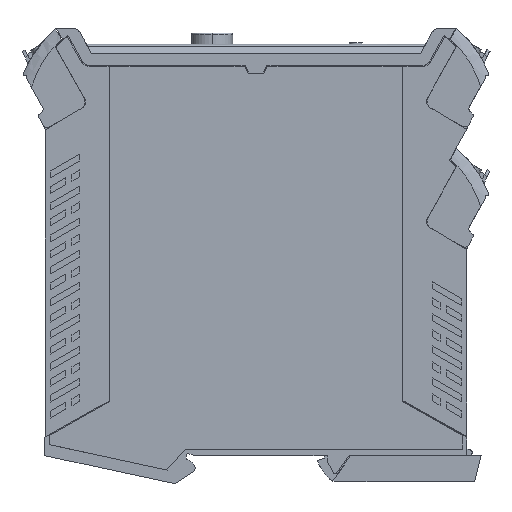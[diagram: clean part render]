
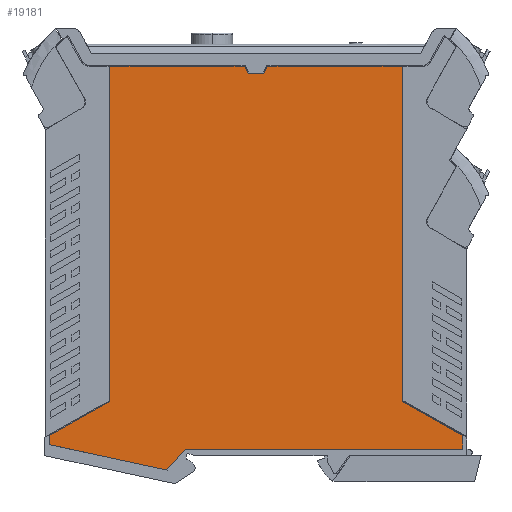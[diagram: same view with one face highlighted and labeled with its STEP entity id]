
A CAD part, left-side view. The second image highlights one B-rep face of the part: STEP entity #19181.
In plain terms, the highlighted planar face has unit normal (-1, 0, 0).
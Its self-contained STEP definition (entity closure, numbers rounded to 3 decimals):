
#18135=AXIS2_PLACEMENT_3D('Plane Axis2P3D',#18132,#18133,#18134) ;
#15001=CARTESIAN_POINT('Vertex',(0.,95.205,20.647)) ;
#15006=CARTESIAN_POINT('Line Origine',(0.,95.205,62.623)) ;
#15010=CARTESIAN_POINT('Vertex',(0.,95.205,104.6)) ;
#15044=CARTESIAN_POINT('Vertex',(0.,110.437,12.116)) ;
#15047=CARTESIAN_POINT('Line Origine',(0.,102.821,16.381)) ;
#15064=CARTESIAN_POINT('Vertex',(0.,110.437,9.847)) ;
#15069=CARTESIAN_POINT('Line Origine',(0.,110.437,10.982)) ;
#15090=CARTESIAN_POINT('Vertex',(0.,80.884,3.489)) ;
#15104=CARTESIAN_POINT('Vertex',(0.,76.332,8.7)) ;
#15108=CARTESIAN_POINT('Control Point',(0.,80.884,3.489)) ;
#15109=CARTESIAN_POINT('Control Point',(0.,76.332,8.7)) ;
#15130=CARTESIAN_POINT('Vertex',(0.,6.773,8.7)) ;
#15133=CARTESIAN_POINT('Line Origine',(0.,41.552,8.7)) ;
#15157=CARTESIAN_POINT('Vertex',(0.,6.773,12.116)) ;
#15160=CARTESIAN_POINT('Line Origine',(0.,6.773,10.408)) ;
#15184=CARTESIAN_POINT('Vertex',(0.,22.005,20.647)) ;
#15187=CARTESIAN_POINT('Line Origine',(0.,14.389,16.381)) ;
#15211=CARTESIAN_POINT('Vertex',(0.,22.005,104.6)) ;
#15214=CARTESIAN_POINT('Line Origine',(0.,22.005,62.623)) ;
#15238=CARTESIAN_POINT('Vertex',(0.,55.774,104.6)) ;
#15241=CARTESIAN_POINT('Line Origine',(0.,54.024,104.6)) ;
#15245=CARTESIAN_POINT('Vertex',(0.,52.274,104.6)) ;
#15248=CARTESIAN_POINT('Line Origine',(0.,37.14,104.6)) ;
#15271=CARTESIAN_POINT('Vertex',(0.,56.66,102.7)) ;
#15276=CARTESIAN_POINT('Line Origine',(0.,56.217,103.65)) ;
#15305=CARTESIAN_POINT('Vertex',(0.,60.55,102.7)) ;
#15308=CARTESIAN_POINT('Line Origine',(0.,58.605,102.7)) ;
#15337=CARTESIAN_POINT('Vertex',(0.,61.436,104.6)) ;
#15340=CARTESIAN_POINT('Line Origine',(0.,60.993,103.65)) ;
#18132=CARTESIAN_POINT('Axis2P3D Location',(0.,5.843,8.611)) ;
#19144=CARTESIAN_POINT('Line Origine',(0.,63.186,104.6)) ;
#19148=CARTESIAN_POINT('Vertex',(0.,64.936,104.6)) ;
#19152=CARTESIAN_POINT('Control Point',(0.,64.936,104.6)) ;
#19153=CARTESIAN_POINT('Control Point',(0.,75.026,104.6)) ;
#19154=CARTESIAN_POINT('Control Point',(0.,85.115,104.6)) ;
#19155=CARTESIAN_POINT('Control Point',(0.,95.205,104.6)) ;
#19158=CARTESIAN_POINT('Control Point',(0.,110.437,9.847)) ;
#19159=CARTESIAN_POINT('Control Point',(0.,100.586,7.728)) ;
#19160=CARTESIAN_POINT('Control Point',(0.,90.735,5.609)) ;
#19161=CARTESIAN_POINT('Control Point',(0.,80.884,3.489)) ;
#15007=DIRECTION('Vector Direction',(0.,0.,-1.)) ;
#15048=DIRECTION('Vector Direction',(0.,0.872,-0.489)) ;
#15070=DIRECTION('Vector Direction',(0.,0.,-1.)) ;
#15134=DIRECTION('Vector Direction',(0.,1.,0.)) ;
#15161=DIRECTION('Vector Direction',(0.,0.,1.)) ;
#15188=DIRECTION('Vector Direction',(0.,0.872,0.489)) ;
#15215=DIRECTION('Vector Direction',(0.,0.,1.)) ;
#15242=DIRECTION('Vector Direction',(0.,1.,0.)) ;
#15249=DIRECTION('Vector Direction',(0.,1.,0.)) ;
#15277=DIRECTION('Vector Direction',(0.,-0.423,0.906)) ;
#15309=DIRECTION('Vector Direction',(0.,1.,0.)) ;
#15341=DIRECTION('Vector Direction',(0.,0.423,0.906)) ;
#18133=DIRECTION('Axis2P3D Direction',(-1.,0.,0.)) ;
#18134=DIRECTION('Axis2P3D XDirection',(0.,-1.,0.)) ;
#19145=DIRECTION('Vector Direction',(0.,1.,0.)) ;
#15008=VECTOR('Line Direction',#15007,1.) ;
#15049=VECTOR('Line Direction',#15048,1.) ;
#15071=VECTOR('Line Direction',#15070,1.) ;
#15135=VECTOR('Line Direction',#15134,1.) ;
#15162=VECTOR('Line Direction',#15161,1.) ;
#15189=VECTOR('Line Direction',#15188,1.) ;
#15216=VECTOR('Line Direction',#15215,1.) ;
#15243=VECTOR('Line Direction',#15242,1.) ;
#15250=VECTOR('Line Direction',#15249,1.) ;
#15278=VECTOR('Line Direction',#15277,1.) ;
#15310=VECTOR('Line Direction',#15309,1.) ;
#15342=VECTOR('Line Direction',#15341,1.) ;
#19146=VECTOR('Line Direction',#19145,1.) ;
#19164=ORIENTED_EDGE('',*,*,#15110,.F.) ;
#19165=ORIENTED_EDGE('',*,*,#15137,.T.) ;
#19166=ORIENTED_EDGE('',*,*,#15164,.T.) ;
#19167=ORIENTED_EDGE('',*,*,#15191,.T.) ;
#19168=ORIENTED_EDGE('',*,*,#15218,.T.) ;
#19169=ORIENTED_EDGE('',*,*,#15252,.T.) ;
#19170=ORIENTED_EDGE('',*,*,#15247,.T.) ;
#19171=ORIENTED_EDGE('',*,*,#15280,.T.) ;
#19172=ORIENTED_EDGE('',*,*,#15312,.T.) ;
#19173=ORIENTED_EDGE('',*,*,#15344,.T.) ;
#19174=ORIENTED_EDGE('',*,*,#19150,.T.) ;
#19175=ORIENTED_EDGE('',*,*,#19156,.T.) ;
#19176=ORIENTED_EDGE('',*,*,#15012,.T.) ;
#19177=ORIENTED_EDGE('',*,*,#15051,.T.) ;
#19178=ORIENTED_EDGE('',*,*,#15073,.T.) ;
#19179=ORIENTED_EDGE('',*,*,#19162,.T.) ;
#19181=ADVANCED_FACE('RELAIS',(#19180),#18136,.T.) ;
#15107=B_SPLINE_CURVE_WITH_KNOTS('',1,(#15108,#15109),.UNSPECIFIED.,.F.,.U.,(2,2),(0.,6.92),.UNSPECIFIED.) ;
#19151=B_SPLINE_CURVE_WITH_KNOTS('',3,(#19152,#19153,#19154,#19155),.UNSPECIFIED.,.F.,.U.,(4,4),(0.,30.269),.UNSPECIFIED.) ;
#19157=B_SPLINE_CURVE_WITH_KNOTS('',3,(#19158,#19159,#19160,#19161),.UNSPECIFIED.,.F.,.U.,(4,4),(0.,30.229),.UNSPECIFIED.) ;
#15012=EDGE_CURVE('',#15011,#15002,#15009,.T.) ;
#15051=EDGE_CURVE('',#15002,#15045,#15050,.T.) ;
#15073=EDGE_CURVE('',#15045,#15065,#15072,.T.) ;
#15110=EDGE_CURVE('',#15105,#15091,#15107,.F.) ;
#15137=EDGE_CURVE('',#15105,#15131,#15136,.F.) ;
#15164=EDGE_CURVE('',#15131,#15158,#15163,.T.) ;
#15191=EDGE_CURVE('',#15158,#15185,#15190,.T.) ;
#15218=EDGE_CURVE('',#15185,#15212,#15217,.T.) ;
#15247=EDGE_CURVE('',#15246,#15239,#15244,.T.) ;
#15252=EDGE_CURVE('',#15212,#15246,#15251,.T.) ;
#15280=EDGE_CURVE('',#15239,#15272,#15279,.F.) ;
#15312=EDGE_CURVE('',#15272,#15306,#15311,.T.) ;
#15344=EDGE_CURVE('',#15306,#15338,#15343,.T.) ;
#19150=EDGE_CURVE('',#15338,#19149,#19147,.T.) ;
#19156=EDGE_CURVE('',#19149,#15011,#19151,.T.) ;
#19162=EDGE_CURVE('',#15065,#15091,#19157,.T.) ;
#19163=EDGE_LOOP('',(#19164,#19165,#19166,#19167,#19168,#19169,#19170,#19171,#19172,#19173,#19174,#19175,#19176,#19177,#19178,#19179)) ;
#19180=FACE_OUTER_BOUND('',#19163,.T.) ;
#15009=LINE('Line',#15006,#15008) ;
#15050=LINE('Line',#15047,#15049) ;
#15072=LINE('Line',#15069,#15071) ;
#15136=LINE('Line',#15133,#15135) ;
#15163=LINE('Line',#15160,#15162) ;
#15190=LINE('Line',#15187,#15189) ;
#15217=LINE('Line',#15214,#15216) ;
#15244=LINE('Line',#15241,#15243) ;
#15251=LINE('Line',#15248,#15250) ;
#15279=LINE('Line',#15276,#15278) ;
#15311=LINE('Line',#15308,#15310) ;
#15343=LINE('Line',#15340,#15342) ;
#19147=LINE('Line',#19144,#19146) ;
#18136=PLANE('',#18135) ;
#15002=VERTEX_POINT('',#15001) ;
#15011=VERTEX_POINT('',#15010) ;
#15045=VERTEX_POINT('',#15044) ;
#15065=VERTEX_POINT('',#15064) ;
#15091=VERTEX_POINT('',#15090) ;
#15105=VERTEX_POINT('',#15104) ;
#15131=VERTEX_POINT('',#15130) ;
#15158=VERTEX_POINT('',#15157) ;
#15185=VERTEX_POINT('',#15184) ;
#15212=VERTEX_POINT('',#15211) ;
#15239=VERTEX_POINT('',#15238) ;
#15246=VERTEX_POINT('',#15245) ;
#15272=VERTEX_POINT('',#15271) ;
#15306=VERTEX_POINT('',#15305) ;
#15338=VERTEX_POINT('',#15337) ;
#19149=VERTEX_POINT('',#19148) ;
